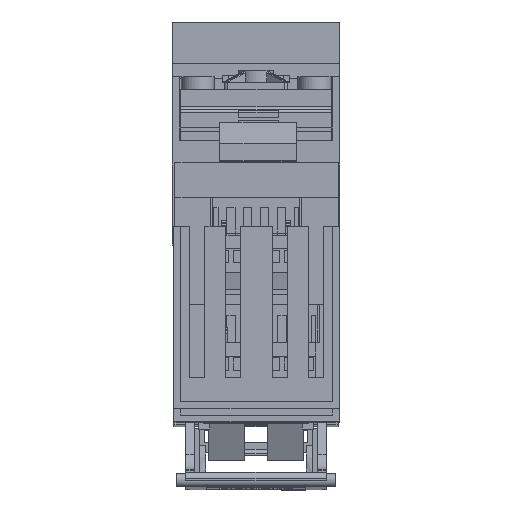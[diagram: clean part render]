
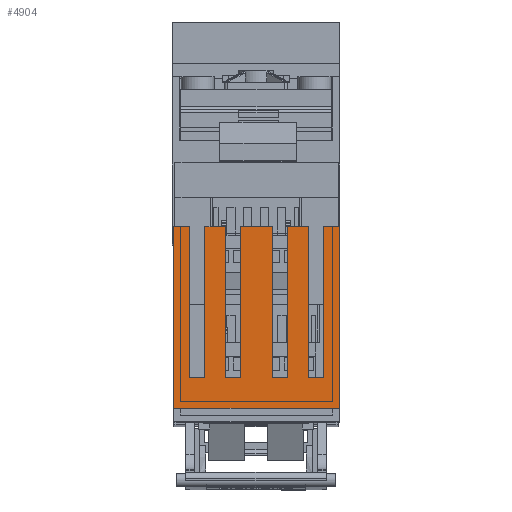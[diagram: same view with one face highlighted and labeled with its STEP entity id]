
A CAD part, top view. The second image highlights one B-rep face of the part: STEP entity #4904.
In plain terms, the highlighted planar face has unit normal (0, 0, 1).
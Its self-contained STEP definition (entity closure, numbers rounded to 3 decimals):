
#4904=ADVANCED_FACE('804224_L_Bausatz ES00 SL00/100/ES00',(#8325),#6748,
 .T.);
#6748=PLANE('',#40673);
#8325=FACE_OUTER_BOUND('',#10179,.T.);
#10179=EDGE_LOOP('',(#14294,#14295,#14296,#14297,#14298,#14299,#14300,#14301,
#14302,#14303,#14304,#14305,#14306,#14307,#14308,#14309,#14310,#14311,#14312,
#14313));
#14294=ORIENTED_EDGE('',*,*,#27247,.F.);
#14295=ORIENTED_EDGE('',*,*,#27248,.T.);
#14296=ORIENTED_EDGE('',*,*,#27249,.F.);
#14297=ORIENTED_EDGE('',*,*,#27250,.F.);
#14298=ORIENTED_EDGE('',*,*,#27251,.F.);
#14299=ORIENTED_EDGE('',*,*,#27252,.T.);
#14300=ORIENTED_EDGE('',*,*,#27253,.F.);
#14301=ORIENTED_EDGE('',*,*,#27254,.F.);
#14302=ORIENTED_EDGE('',*,*,#27255,.F.);
#14303=ORIENTED_EDGE('',*,*,#27256,.T.);
#14304=ORIENTED_EDGE('',*,*,#27257,.F.);
#14305=ORIENTED_EDGE('',*,*,#27258,.F.);
#14306=ORIENTED_EDGE('',*,*,#27259,.F.);
#14307=ORIENTED_EDGE('',*,*,#25996,.T.);
#14308=ORIENTED_EDGE('',*,*,#27260,.T.);
#14309=ORIENTED_EDGE('',*,*,#25979,.F.);
#14310=ORIENTED_EDGE('',*,*,#27245,.F.);
#14311=ORIENTED_EDGE('',*,*,#27261,.T.);
#14312=ORIENTED_EDGE('',*,*,#27262,.F.);
#14313=ORIENTED_EDGE('',*,*,#27263,.F.);
#22426=VERTEX_POINT('',#51764);
#22427=VERTEX_POINT('',#51766);
#22443=VERTEX_POINT('',#51799);
#22444=VERTEX_POINT('',#51801);
#23292=VERTEX_POINT('',#54351);
#23293=VERTEX_POINT('',#54356);
#23294=VERTEX_POINT('',#54357);
#23295=VERTEX_POINT('',#54359);
#23296=VERTEX_POINT('',#54361);
#23297=VERTEX_POINT('',#54363);
#23298=VERTEX_POINT('',#54365);
#23299=VERTEX_POINT('',#54367);
#23300=VERTEX_POINT('',#54369);
#23301=VERTEX_POINT('',#54371);
#23302=VERTEX_POINT('',#54373);
#23303=VERTEX_POINT('',#54375);
#23304=VERTEX_POINT('',#54377);
#23305=VERTEX_POINT('',#54379);
#23306=VERTEX_POINT('',#54383);
#23307=VERTEX_POINT('',#54385);
#25979=EDGE_CURVE('',#22426,#22427,#31288,.T.);
#25996=EDGE_CURVE('',#22444,#22443,#31305,.T.);
#27245=EDGE_CURVE('',#23292,#22426,#32394,.T.);
#27247=EDGE_CURVE('',#23293,#23294,#32396,.T.);
#27248=EDGE_CURVE('',#23293,#23295,#32397,.T.);
#27249=EDGE_CURVE('',#23296,#23295,#32398,.T.);
#27250=EDGE_CURVE('',#23297,#23296,#32399,.T.);
#27251=EDGE_CURVE('',#23298,#23297,#32400,.T.);
#27252=EDGE_CURVE('',#23298,#23299,#32401,.T.);
#27253=EDGE_CURVE('',#23300,#23299,#32402,.T.);
#27254=EDGE_CURVE('',#23301,#23300,#32403,.T.);
#27255=EDGE_CURVE('',#23302,#23301,#32404,.T.);
#27256=EDGE_CURVE('',#23302,#23303,#32405,.T.);
#27257=EDGE_CURVE('',#23304,#23303,#32406,.T.);
#27258=EDGE_CURVE('',#23305,#23304,#32407,.T.);
#27259=EDGE_CURVE('',#22444,#23305,#32408,.T.);
#27260=EDGE_CURVE('',#22443,#22427,#32409,.T.);
#27261=EDGE_CURVE('',#23292,#23306,#32410,.T.);
#27262=EDGE_CURVE('',#23307,#23306,#32411,.T.);
#27263=EDGE_CURVE('',#23294,#23307,#32412,.T.);
#31288=LINE('',#51765,#35669);
#31305=LINE('',#51800,#35686);
#32394=LINE('',#54352,#36775);
#32396=LINE('',#54355,#36777);
#32397=LINE('',#54358,#36778);
#32398=LINE('',#54360,#36779);
#32399=LINE('',#54362,#36780);
#32400=LINE('',#54364,#36781);
#32401=LINE('',#54366,#36782);
#32402=LINE('',#54368,#36783);
#32403=LINE('',#54370,#36784);
#32404=LINE('',#54372,#36785);
#32405=LINE('',#54374,#36786);
#32406=LINE('',#54376,#36787);
#32407=LINE('',#54378,#36788);
#32408=LINE('',#54380,#36789);
#32409=LINE('',#54381,#36790);
#32410=LINE('',#54382,#36791);
#32411=LINE('',#54384,#36792);
#32412=LINE('',#54386,#36793);
#35669=VECTOR('',#42498,1.);
#35686=VECTOR('',#42517,1.);
#36775=VECTOR('',#44834,1.);
#36777=VECTOR('',#44838,1.);
#36778=VECTOR('',#44839,1.);
#36779=VECTOR('',#44840,1.);
#36780=VECTOR('',#44841,1.);
#36781=VECTOR('',#44842,1.);
#36782=VECTOR('',#44843,1.);
#36783=VECTOR('',#44844,1.);
#36784=VECTOR('',#44845,1.);
#36785=VECTOR('',#44846,1.);
#36786=VECTOR('',#44847,1.);
#36787=VECTOR('',#44848,1.);
#36788=VECTOR('',#44849,1.);
#36789=VECTOR('',#44850,1.);
#36790=VECTOR('',#44851,1.);
#36791=VECTOR('',#44852,1.);
#36792=VECTOR('',#44853,1.);
#36793=VECTOR('',#44854,1.);
#40673=AXIS2_PLACEMENT_3D('',#54387,#44855,#44856);
#42498=DIRECTION('',(0.,-1.,0.));
#42517=DIRECTION('',(0.,-1.,0.));
#44834=DIRECTION('',(1.,0.,0.));
#44838=DIRECTION('',(1.,0.,0.));
#44839=DIRECTION('',(0.,-1.,0.));
#44840=DIRECTION('',(1.,0.,0.));
#44841=DIRECTION('',(0.,-1.,0.));
#44842=DIRECTION('',(1.,0.,0.));
#44843=DIRECTION('',(0.,-1.,0.));
#44844=DIRECTION('',(1.,0.,0.));
#44845=DIRECTION('',(0.,-1.,0.));
#44846=DIRECTION('',(1.,0.,0.));
#44847=DIRECTION('',(0.,-1.,0.));
#44848=DIRECTION('',(1.,0.,0.));
#44849=DIRECTION('',(0.,-1.,0.));
#44850=DIRECTION('',(1.,0.,0.));
#44851=DIRECTION('',(1.,0.,0.));
#44852=DIRECTION('',(0.,-1.,0.));
#44853=DIRECTION('',(1.,0.,0.));
#44854=DIRECTION('',(0.,-1.,0.));
#44855=DIRECTION('',(0.,0.,1.));
#44856=DIRECTION('',(0.,-1.,0.));
#51764=CARTESIAN_POINT('',(24.984,-45.6,284.642));
#51765=CARTESIAN_POINT('',(24.984,-74.8,284.642));
#51766=CARTESIAN_POINT('',(24.984,-100.,284.642));
#51799=CARTESIAN_POINT('',(-24.616,-100.,284.642));
#51800=CARTESIAN_POINT('',(-24.616,-74.8,284.642));
#51801=CARTESIAN_POINT('',(-24.616,-45.6,284.642));
#54351=CARTESIAN_POINT('',(20.184,-45.6,284.642));
#54352=CARTESIAN_POINT('',(0.184,-45.6,284.642));
#54355=CARTESIAN_POINT('',(0.184,-45.6,284.642));
#54356=CARTESIAN_POINT('',(9.434,-45.6,284.642));
#54357=CARTESIAN_POINT('',(15.684,-45.6,284.642));
#54358=CARTESIAN_POINT('',(9.434,-72.8,284.642));
#54359=CARTESIAN_POINT('',(9.434,-90.9,284.642));
#54360=CARTESIAN_POINT('',(0.184,-90.9,284.642));
#54361=CARTESIAN_POINT('',(4.934,-90.9,284.642));
#54362=CARTESIAN_POINT('',(4.934,-68.25,284.642));
#54363=CARTESIAN_POINT('',(4.934,-45.6,284.642));
#54364=CARTESIAN_POINT('',(0.184,-45.6,284.642));
#54365=CARTESIAN_POINT('',(-4.566,-45.6,284.642));
#54366=CARTESIAN_POINT('',(-4.566,-72.8,284.642));
#54367=CARTESIAN_POINT('',(-4.566,-90.9,284.642));
#54368=CARTESIAN_POINT('',(0.184,-90.9,284.642));
#54369=CARTESIAN_POINT('',(-9.066,-90.9,284.642));
#54370=CARTESIAN_POINT('',(-9.066,-68.25,284.642));
#54371=CARTESIAN_POINT('',(-9.066,-45.6,284.642));
#54372=CARTESIAN_POINT('',(0.184,-45.6,284.642));
#54373=CARTESIAN_POINT('',(-15.316,-45.6,284.642));
#54374=CARTESIAN_POINT('',(-15.316,-72.8,284.642));
#54375=CARTESIAN_POINT('',(-15.316,-90.9,284.642));
#54376=CARTESIAN_POINT('',(0.184,-90.9,284.642));
#54377=CARTESIAN_POINT('',(-19.816,-90.9,284.642));
#54378=CARTESIAN_POINT('',(-19.816,-68.25,284.642));
#54379=CARTESIAN_POINT('',(-19.816,-45.6,284.642));
#54380=CARTESIAN_POINT('',(0.184,-45.6,284.642));
#54381=CARTESIAN_POINT('',(0.184,-100.,284.642));
#54382=CARTESIAN_POINT('',(20.184,-72.8,284.642));
#54383=CARTESIAN_POINT('',(20.184,-90.9,284.642));
#54384=CARTESIAN_POINT('',(0.184,-90.9,284.642));
#54385=CARTESIAN_POINT('',(15.684,-90.9,284.642));
#54386=CARTESIAN_POINT('',(15.684,-68.25,284.642));
#54387=CARTESIAN_POINT('',(0.184,-72.8,284.642));
